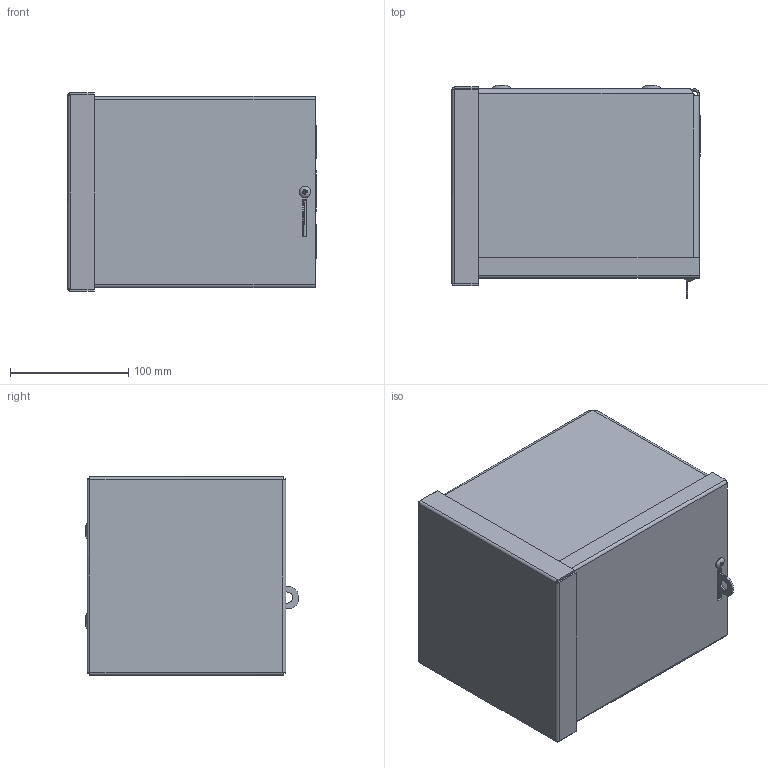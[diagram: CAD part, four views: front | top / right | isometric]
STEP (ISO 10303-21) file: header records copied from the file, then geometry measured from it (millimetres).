
FILE_DESCRIPTION((''),'2;1');
FILE_NAME('RSC060806.stp','2013-06-27T09:09:56',('samuelbadillo'),(''),'Autodesk Inventor 2012','Autodesk Inventor 2012','');
FILE_SCHEMA(('AUTOMOTIVE_DESIGN { 1 0 10303 214 1 1 1 1 }'));
Length unit declared in the file: inch
Products named in the file (8): RSC060806; RSC060806_WRAP; RSC0608_LID; RSC0606_CAP; 3183; RSC0608_BKP; Cross Recessed Truss Head Tapping Screw - Type F - Type IA No. 8 - 32 - 3/8; o
Assembly tree (7 placements, depth 2):
  RSC060806
    RSC060806_WRAP
    RSC0608_LID
    RSC0606_CAP
    3183
    RSC0608_BKP
    Cross Recessed Truss Head Tapping Screw - Type F - Type IA No. 8 - 32 - 3/8
    o
Bounding box: 210.32 x 180.96 x 168.28 mm (x, y, z)
Volume: 388098 mm3; surface area: 501206.5 mm2
Topology: 6 solids, 6 shells, 461 faces, 1092 edges, 673 vertices
Faces by surface type: plane 220, cylinder 116, bspline 54, torus 32, cone 22, sphere 17
Full cylindrical faces by diameter (mm): 3.175 x2, 3.759 x1, 3.962 x1, 4.166 x1, 4.191 x1, 5.803 x1, 7.62 x4, 7.95 x2, 9.525 x1, 9.754 x1
Entity records: 15029 total; most frequent: CARTESIAN_POINT 4263, ORIENTED_EDGE 2072, DIRECTION 1969, EDGE_CURVE 1036, VERTEX_POINT 672, AXIS2_PLACEMENT_3D 666, VECTOR 637, LINE 637
